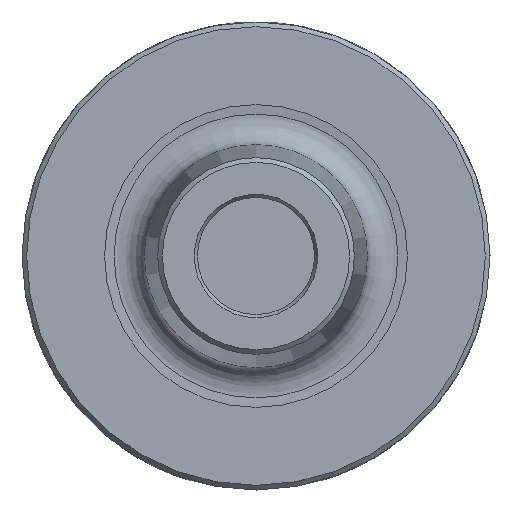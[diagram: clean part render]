
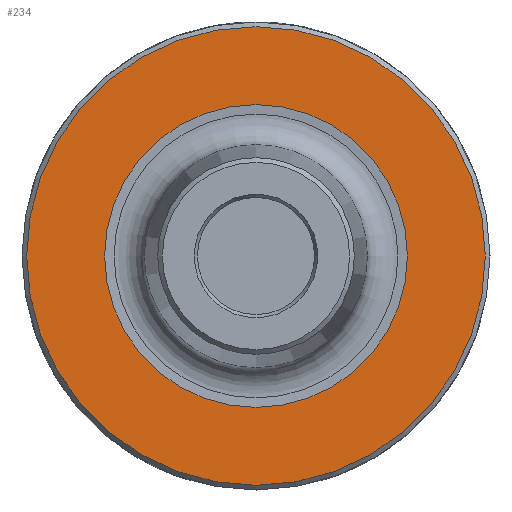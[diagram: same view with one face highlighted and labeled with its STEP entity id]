
A CAD part, left-side view. The second image highlights one B-rep face of the part: STEP entity #234.
In plain terms, the highlighted planar face has unit normal (-1, 0, 0).
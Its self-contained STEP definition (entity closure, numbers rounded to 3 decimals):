
#185=FACE_BOUND('',#342,.T.);
#186=FACE_BOUND('',#343,.T.);
#234=ADVANCED_FACE('',(#185,#186),#258,.F.);
#258=PLANE('',#737);
#342=EDGE_LOOP('',(#486));
#343=EDGE_LOOP('',(#487));
#486=ORIENTED_EDGE('',*,*,#635,.T.);
#487=ORIENTED_EDGE('',*,*,#634,.F.);
#560=VERTEX_POINT('',#1574);
#561=VERTEX_POINT('',#1577);
#634=EDGE_CURVE('',#560,#560,#659,.T.);
#635=EDGE_CURVE('',#561,#561,#660,.T.);
#659=CIRCLE('',#734,16.174);
#660=CIRCLE('',#736,24.5);
#734=AXIS2_PLACEMENT_3D('',#1573,#893,#894);
#736=AXIS2_PLACEMENT_3D('',#1576,#897,#898);
#737=AXIS2_PLACEMENT_3D('',#1578,#899,#900);
#893=DIRECTION('',(-1.,0.,0.));
#894=DIRECTION('',(0.,0.,-1.));
#897=DIRECTION('',(-1.,0.,0.));
#898=DIRECTION('',(0.,0.,-1.));
#899=DIRECTION('',(1.,0.,0.));
#900=DIRECTION('',(0.,0.,-1.));
#1573=CARTESIAN_POINT('',(55.,0.,0.));
#1574=CARTESIAN_POINT('',(55.,0.,-16.174));
#1576=CARTESIAN_POINT('',(55.,0.,0.));
#1577=CARTESIAN_POINT('',(55.,0.,-24.5));
#1578=CARTESIAN_POINT('',(55.,16.174,0.));
